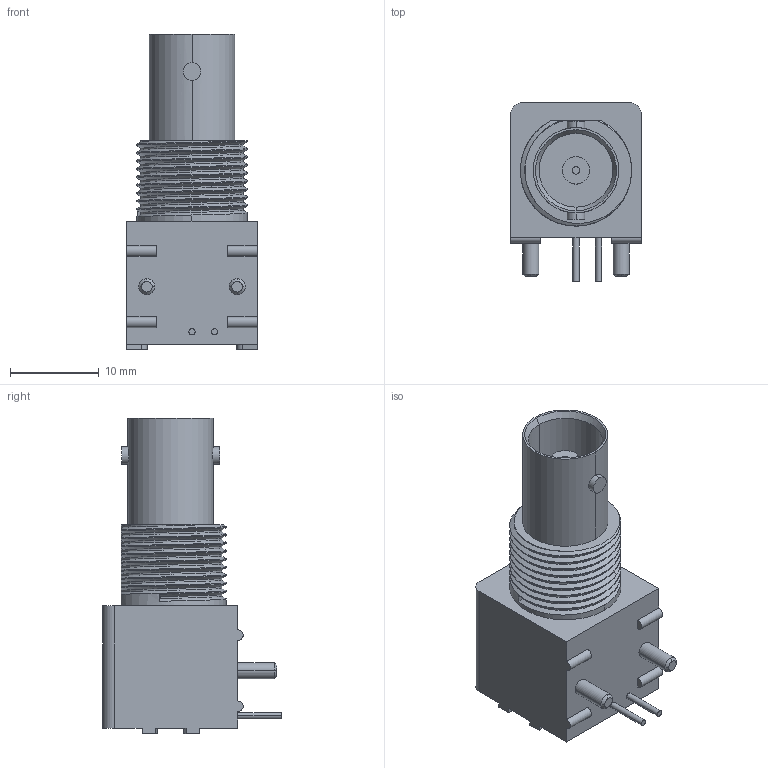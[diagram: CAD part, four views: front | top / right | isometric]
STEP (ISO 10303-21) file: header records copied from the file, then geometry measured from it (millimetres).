
FILE_DESCRIPTION(('STEP AP214'),'1');
FILE_NAME('78m7206_1-1478032-0.stp','2017-05-21T17:47:57',('TraceParts'),('TraceParts S.A.'),'Spatial InterOp 3D',' ',' ');
FILE_SCHEMA(('automotive_design'));
Length unit declared in the file: millimetre
Products named in the file (1): 78m7206_1-1478032-0
Bounding box: 14.7 x 20.1 x 35.5 mm (x, y, z)
Volume: 4522.9 mm3; surface area: 2572.2 mm2
Topology: 1 solids, 1 shells, 143 faces, 373 edges, 244 vertices
Faces by surface type: cylinder 59, plane 38, bspline 36, cone 10
Entity records: 7753 total; most frequent: CARTESIAN_POINT 4459, ORIENTED_EDGE 746, DIRECTION 572, EDGE_CURVE 373, VERTEX_POINT 244, AXIS2_PLACEMENT_3D 201, LINE 170, VECTOR 170
